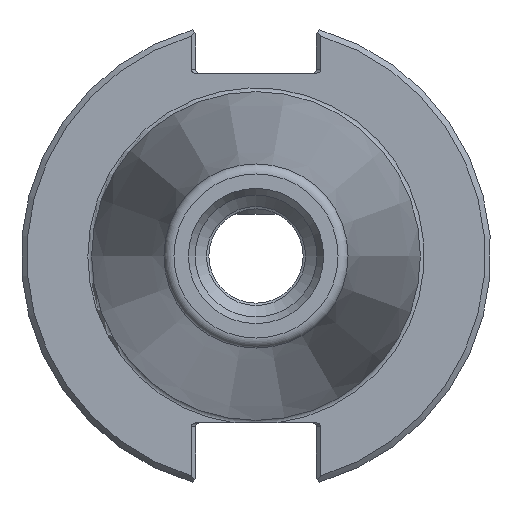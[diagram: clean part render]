
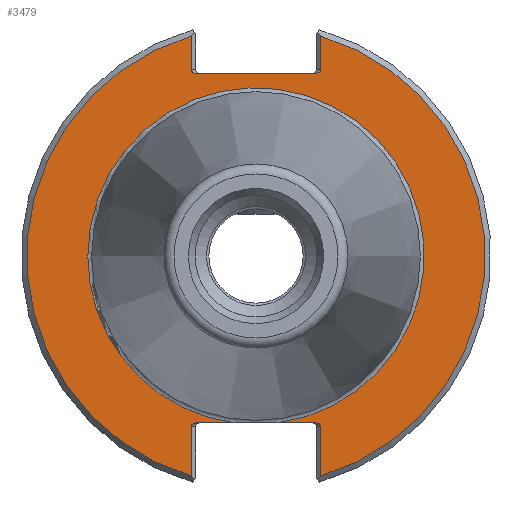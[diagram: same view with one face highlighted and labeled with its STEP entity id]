
A CAD part, left-side view. The second image highlights one B-rep face of the part: STEP entity #3479.
In plain terms, the highlighted planar face has unit normal (-1, 0, 0).
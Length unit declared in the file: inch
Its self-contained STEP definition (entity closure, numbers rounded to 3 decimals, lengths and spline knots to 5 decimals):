
#2537=CARTESIAN_POINT('',(0.125,0.345,0.992));
#2538=VERTEX_POINT('',#2537);
#2545=CARTESIAN_POINT('',(0.125,0.31672,0.972));
#2546=VERTEX_POINT('',#2545);
#2547=CARTESIAN_POINT('',(0.125,0.31672,0.992));
#2548=DIRECTION('',(-1.0,0.0,0.0));
#2549=DIRECTION('',(0.0,1.0,0.0));
#2550=AXIS2_PLACEMENT_3D('',#2547,#2548,#2549);
#2551=ELLIPSE('',#2550,0.02828,0.02);
#2552=EDGE_CURVE('',#2538,#2546,#2551,.T.);
#2637=CARTESIAN_POINT('',(0.125,0.345,1.1702));
#2638=VERTEX_POINT('',#2637);
#2645=CARTESIAN_POINT('',(0.125,0.345,1.1702));
#2646=DIRECTION('',(0.0,0.0,-1.0));
#2647=VECTOR('',#2646,0.1782);
#2648=LINE('',#2645,#2647);
#2649=EDGE_CURVE('',#2638,#2538,#2648,.T.);
#2749=CARTESIAN_POINT('',(0.125,-0.31672,0.972));
#2750=VERTEX_POINT('',#2749);
#2757=CARTESIAN_POINT('',(0.125,-0.345,0.992));
#2758=VERTEX_POINT('',#2757);
#2759=CARTESIAN_POINT('',(0.125,-0.31672,0.992));
#2760=DIRECTION('',(-1.0,0.0,0.0));
#2761=DIRECTION('',(0.0,-1.0,0.0));
#2762=AXIS2_PLACEMENT_3D('',#2759,#2760,#2761);
#2763=ELLIPSE('',#2762,0.02828,0.02);
#2764=EDGE_CURVE('',#2750,#2758,#2763,.T.);
#2814=CARTESIAN_POINT('',(0.125,-0.345,1.1702));
#2815=VERTEX_POINT('',#2814);
#2816=CARTESIAN_POINT('',(0.125,-0.345,0.992));
#2817=DIRECTION('',(0.0,0.0,1.0));
#2818=VECTOR('',#2817,0.1782);
#2819=LINE('',#2816,#2818);
#2820=EDGE_CURVE('',#2758,#2815,#2819,.T.);
#2838=CARTESIAN_POINT('',(0.125,-0.345,-0.908));
#2839=VERTEX_POINT('',#2838);
#2840=CARTESIAN_POINT('',(0.125,-0.31672,-0.888));
#2841=VERTEX_POINT('',#2840);
#2842=CARTESIAN_POINT('',(0.125,-0.31672,-0.908));
#2843=DIRECTION('',(-1.0,0.0,0.0));
#2844=DIRECTION('',(0.0,-1.0,0.0));
#2845=AXIS2_PLACEMENT_3D('',#2842,#2843,#2844);
#2846=ELLIPSE('',#2845,0.02828,0.02);
#2847=EDGE_CURVE('',#2839,#2841,#2846,.T.);
#2945=CARTESIAN_POINT('',(0.125,-0.345,-1.1702));
#2946=VERTEX_POINT('',#2945);
#2953=CARTESIAN_POINT('',(0.125,-0.345,-1.1702));
#2954=DIRECTION('',(0.0,0.0,1.0));
#2955=VECTOR('',#2954,0.2622);
#2956=LINE('',#2953,#2955);
#2957=EDGE_CURVE('',#2946,#2839,#2956,.T.);
#3057=CARTESIAN_POINT('',(0.125,0.31672,-0.888));
#3058=VERTEX_POINT('',#3057);
#3065=CARTESIAN_POINT('',(0.125,0.345,-0.908));
#3066=VERTEX_POINT('',#3065);
#3067=CARTESIAN_POINT('',(0.125,0.31672,-0.908));
#3068=DIRECTION('',(-1.0,0.0,0.0));
#3069=DIRECTION('',(0.0,1.0,0.0));
#3070=AXIS2_PLACEMENT_3D('',#3067,#3068,#3069);
#3071=ELLIPSE('',#3070,0.02828,0.02);
#3072=EDGE_CURVE('',#3058,#3066,#3071,.T.);
#3122=CARTESIAN_POINT('',(0.125,0.345,-1.1702));
#3123=VERTEX_POINT('',#3122);
#3124=CARTESIAN_POINT('',(0.125,0.345,-0.908));
#3125=DIRECTION('',(0.0,0.0,-1.0));
#3126=VECTOR('',#3125,0.2622);
#3127=LINE('',#3124,#3126);
#3128=EDGE_CURVE('',#3066,#3123,#3127,.T.);
#3195=CARTESIAN_POINT('',(0.125,0.31672,0.972));
#3196=DIRECTION('',(0.0,-1.0,0.0));
#3197=VECTOR('',#3196,0.63343);
#3198=LINE('',#3195,#3197);
#3199=EDGE_CURVE('',#2546,#2750,#3198,.T.);
#3397=CARTESIAN_POINT('',(0.125,-0.11172,-0.888));
#3398=VERTEX_POINT('',#3397);
#3399=CARTESIAN_POINT('',(0.125,0.11172,-0.888));
#3400=VERTEX_POINT('',#3399);
#3415=CARTESIAN_POINT('',(0.125,0.,0.0));
#3416=DIRECTION('',(-1.0,0.0,0.0));
#3417=DIRECTION('',(0.0,-1.0,0.0));
#3418=AXIS2_PLACEMENT_3D('',#3415,#3416,#3417);
#3419=CIRCLE('',#3418,0.895);
#3420=EDGE_CURVE('',#3398,#3400,#3419,.T.);
#3436=CARTESIAN_POINT('',(0.125,1.0625,0.0));
#3437=DIRECTION('',(-1.0,0.0,0.0));
#3438=DIRECTION('',(0.0,0.0,1.0));
#3439=AXIS2_PLACEMENT_3D('',#3436,#3437,#3438);
#3440=PLANE('',#3439);
#3441=ORIENTED_EDGE('',*,*,#3420,.F.);
#3442=CARTESIAN_POINT('',(0.125,-0.31672,-0.888));
#3443=DIRECTION('',(0.0,1.0,0.0));
#3444=VECTOR('',#3443,0.205);
#3445=LINE('',#3442,#3444);
#3446=EDGE_CURVE('',#2841,#3398,#3445,.T.);
#3447=ORIENTED_EDGE('',*,*,#3446,.F.);
#3448=ORIENTED_EDGE('',*,*,#2847,.F.);
#3449=ORIENTED_EDGE('',*,*,#2957,.F.);
#3450=CARTESIAN_POINT('',(0.125,0.,0.0));
#3451=DIRECTION('',(1.0,0.0,0.0));
#3452=DIRECTION('',(0.0,-1.0,0.0));
#3453=AXIS2_PLACEMENT_3D('',#3450,#3451,#3452);
#3454=CIRCLE('',#3453,1.22);
#3455=EDGE_CURVE('',#2815,#2946,#3454,.T.);
#3456=ORIENTED_EDGE('',*,*,#3455,.F.);
#3457=ORIENTED_EDGE('',*,*,#2820,.F.);
#3458=ORIENTED_EDGE('',*,*,#2764,.F.);
#3459=ORIENTED_EDGE('',*,*,#3199,.F.);
#3460=ORIENTED_EDGE('',*,*,#2552,.F.);
#3461=ORIENTED_EDGE('',*,*,#2649,.F.);
#3462=CARTESIAN_POINT('',(0.125,0.,0.0));
#3463=DIRECTION('',(1.0,0.0,0.0));
#3464=DIRECTION('',(0.0,1.0,0.0));
#3465=AXIS2_PLACEMENT_3D('',#3462,#3463,#3464);
#3466=CIRCLE('',#3465,1.22);
#3467=EDGE_CURVE('',#3123,#2638,#3466,.T.);
#3468=ORIENTED_EDGE('',*,*,#3467,.F.);
#3469=ORIENTED_EDGE('',*,*,#3128,.F.);
#3470=ORIENTED_EDGE('',*,*,#3072,.F.);
#3471=CARTESIAN_POINT('',(0.125,0.11172,-0.888));
#3472=DIRECTION('',(0.0,1.0,0.0));
#3473=VECTOR('',#3472,0.205);
#3474=LINE('',#3471,#3473);
#3475=EDGE_CURVE('',#3400,#3058,#3474,.T.);
#3476=ORIENTED_EDGE('',*,*,#3475,.F.);
#3477=EDGE_LOOP('',(#3441,#3447,#3448,#3449,#3456,#3457,#3458,#3459,#3460,#3461,#3468,#3469,#3470,#3476));
#3478=FACE_OUTER_BOUND('',#3477,.T.);
#3479=ADVANCED_FACE('',(#3478),#3440,.T.);
